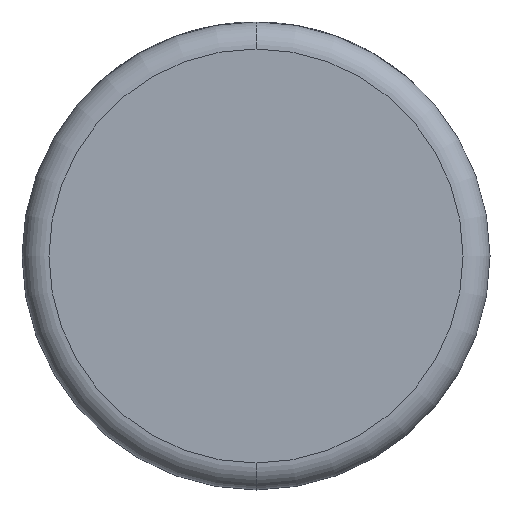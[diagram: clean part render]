
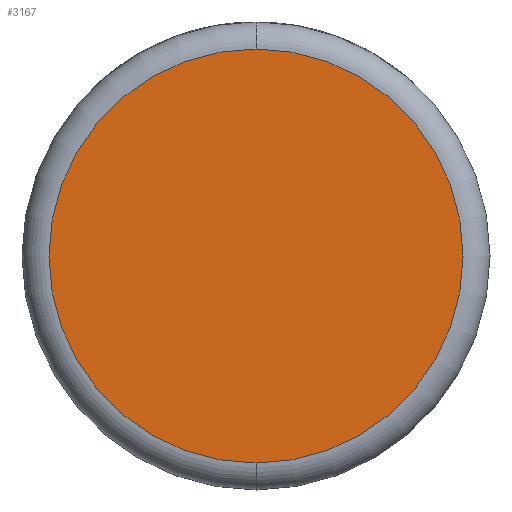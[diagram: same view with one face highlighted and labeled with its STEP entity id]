
A CAD part, front view. The second image highlights one B-rep face of the part: STEP entity #3167.
In plain terms, the highlighted planar face has unit normal (0, -1, 0).
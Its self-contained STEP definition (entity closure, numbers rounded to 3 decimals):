
#53 = DIRECTION ( 'NONE',  ( 0., 0., 1. ) ) ;
#257 = DIRECTION ( 'NONE',  ( 0., 1., 0. ) ) ;
#349 = AXIS2_PLACEMENT_3D ( 'NONE', #4281, #4775, #4787 ) ;
#714 = ORIENTED_EDGE ( 'NONE', *, *, #3596, .T. ) ;
#1037 = CIRCLE ( 'NONE', #349, 11.502 ) ;
#1132 = CARTESIAN_POINT ( 'NONE',  ( 0., 0., 11.502 ) ) ;
#1394 = VERTEX_POINT ( 'NONE', #3189 ) ;
#1697 = CARTESIAN_POINT ( 'NONE',  ( 0., 0., 0. ) ) ;
#1751 = DIRECTION ( 'NONE',  ( 0., 0., 1. ) ) ;
#1942 = DIRECTION ( 'NONE',  ( 0., -1., 0. ) ) ;
#2044 = AXIS2_PLACEMENT_3D ( 'NONE', #1697, #257, #1751 ) ;
#2119 = ORIENTED_EDGE ( 'NONE', *, *, #3912, .T. ) ;
#2470 = PLANE ( 'NONE',  #2044 ) ;
#2740 = EDGE_LOOP ( 'NONE', ( #714, #2119 ) ) ;
#3167 = ADVANCED_FACE ( 'NONE', ( #4099 ), #2470, .F. ) ;
#3189 = CARTESIAN_POINT ( 'NONE',  ( 0., 0., -11.502 ) ) ;
#3463 = CARTESIAN_POINT ( 'NONE',  ( 0., 0., 0. ) ) ;
#3465 = VERTEX_POINT ( 'NONE', #1132 ) ;
#3596 = EDGE_CURVE ( 'NONE', #3465, #1394, #1037, .T. ) ;
#3912 = EDGE_CURVE ( 'NONE', #1394, #3465, #4831, .T. ) ;
#4099 = FACE_OUTER_BOUND ( 'NONE', #2740, .T. ) ;
#4281 = CARTESIAN_POINT ( 'NONE',  ( 0., 0., 0. ) ) ;
#4432 = AXIS2_PLACEMENT_3D ( 'NONE', #3463, #1942, #53 ) ;
#4775 = DIRECTION ( 'NONE',  ( 0., -1., 0. ) ) ;
#4787 = DIRECTION ( 'NONE',  ( 0., 0., 1. ) ) ;
#4831 = CIRCLE ( 'NONE', #4432, 11.502 ) ;
